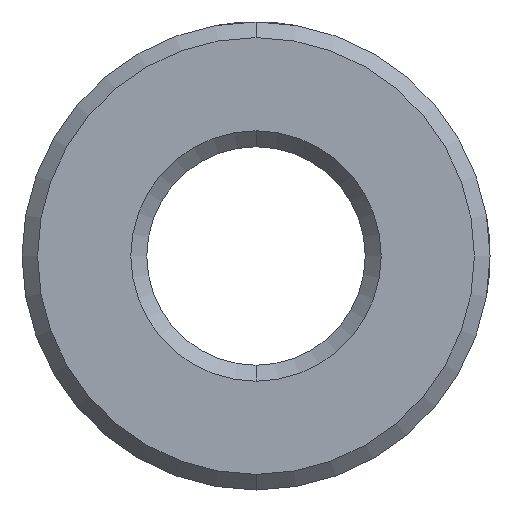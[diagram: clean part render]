
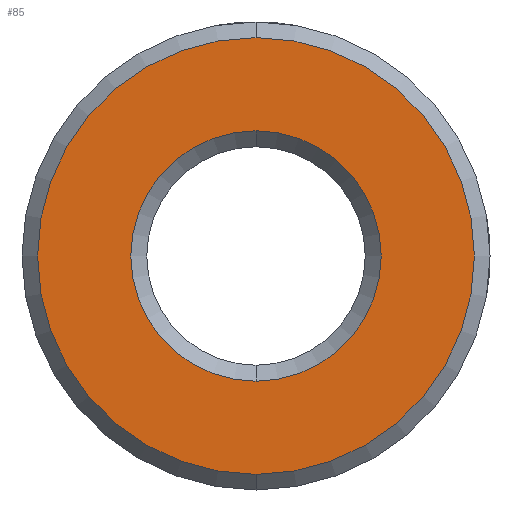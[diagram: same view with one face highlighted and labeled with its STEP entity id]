
A CAD part, front view. The second image highlights one B-rep face of the part: STEP entity #85.
In plain terms, the highlighted planar face has unit normal (0, -1, 0).
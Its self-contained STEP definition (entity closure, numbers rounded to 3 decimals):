
#59 = CIRCLE ( 'NONE', #389, 8.025 ) ;
#85 = ADVANCED_FACE ( 'NONE', ( #315, #1218 ), #98, .F. ) ;
#98 = PLANE ( 'NONE',  #1190 ) ;
#122 = CARTESIAN_POINT ( 'NONE',  ( 0., 0., -8.025 ) ) ;
#154 = CARTESIAN_POINT ( 'NONE',  ( 0., 0., 0. ) ) ;
#195 = CARTESIAN_POINT ( 'NONE',  ( 0., 0., 8.025 ) ) ;
#196 = CARTESIAN_POINT ( 'NONE',  ( 0., 0., 0. ) ) ;
#218 = VERTEX_POINT ( 'NONE', #122 ) ;
#243 = CARTESIAN_POINT ( 'NONE',  ( 0., 0., 0. ) ) ;
#274 = AXIS2_PLACEMENT_3D ( 'NONE', #196, #1069, #337 ) ;
#315 = FACE_OUTER_BOUND ( 'NONE', #581, .T. ) ;
#337 = DIRECTION ( 'NONE',  ( 0., 0., 1. ) ) ;
#354 = DIRECTION ( 'NONE',  ( 0., 0., 1. ) ) ;
#358 = AXIS2_PLACEMENT_3D ( 'NONE', #154, #1176, #551 ) ;
#389 = AXIS2_PLACEMENT_3D ( 'NONE', #243, #390, #396 ) ;
#390 = DIRECTION ( 'NONE',  ( 0., -1., 0. ) ) ;
#396 = DIRECTION ( 'NONE',  ( 0., 0., -1. ) ) ;
#411 = VERTEX_POINT ( 'NONE', #689 ) ;
#426 = ORIENTED_EDGE ( 'NONE', *, *, #946, .F. ) ;
#473 = CARTESIAN_POINT ( 'NONE',  ( 0., 0., 0. ) ) ;
#522 = EDGE_CURVE ( 'NONE', #725, #411, #530, .T. ) ;
#530 = CIRCLE ( 'NONE', #274, 14. ) ;
#547 = ORIENTED_EDGE ( 'NONE', *, *, #1253, .T. ) ;
#551 = DIRECTION ( 'NONE',  ( 0., 0., -1. ) ) ;
#581 = EDGE_LOOP ( 'NONE', ( #547, #923 ) ) ;
#689 = CARTESIAN_POINT ( 'NONE',  ( 0., 0., 14. ) ) ;
#725 = VERTEX_POINT ( 'NONE', #1167 ) ;
#779 = EDGE_CURVE ( 'NONE', #1060, #218, #1304, .T. ) ;
#923 = ORIENTED_EDGE ( 'NONE', *, *, #522, .T. ) ;
#946 = EDGE_CURVE ( 'NONE', #218, #1060, #59, .T. ) ;
#973 = DIRECTION ( 'NONE',  ( 0., -1., 0. ) ) ;
#1006 = CARTESIAN_POINT ( 'NONE',  ( 0., 0., 0. ) ) ;
#1060 = VERTEX_POINT ( 'NONE', #195 ) ;
#1069 = DIRECTION ( 'NONE',  ( 0., -1., 0. ) ) ;
#1147 = AXIS2_PLACEMENT_3D ( 'NONE', #473, #973, #354 ) ;
#1167 = CARTESIAN_POINT ( 'NONE',  ( 0., 0., -14. ) ) ;
#1176 = DIRECTION ( 'NONE',  ( 0., -1., 0. ) ) ;
#1187 = DIRECTION ( 'NONE',  ( 0., 0., 1. ) ) ;
#1190 = AXIS2_PLACEMENT_3D ( 'NONE', #1006, #1292, #1187 ) ;
#1218 = FACE_BOUND ( 'NONE', #1226, .T. ) ;
#1226 = EDGE_LOOP ( 'NONE', ( #426, #1274 ) ) ;
#1228 = CIRCLE ( 'NONE', #1147, 14. ) ;
#1253 = EDGE_CURVE ( 'NONE', #411, #725, #1228, .T. ) ;
#1274 = ORIENTED_EDGE ( 'NONE', *, *, #779, .F. ) ;
#1292 = DIRECTION ( 'NONE',  ( 0., 1., 0. ) ) ;
#1304 = CIRCLE ( 'NONE', #358, 8.025 ) ;
